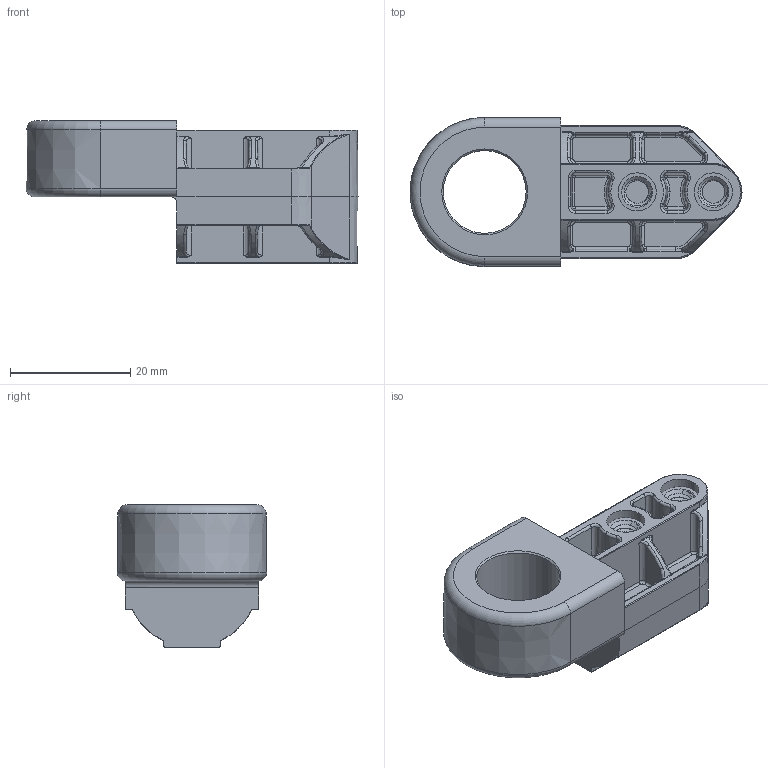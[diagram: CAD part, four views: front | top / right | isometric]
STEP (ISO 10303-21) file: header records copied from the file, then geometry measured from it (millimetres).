
FILE_DESCRIPTION (( 'STEP AP203' ), '1' );
FILE_NAME ('REV-21-2395.STEP', '2022-04-18T14:50:04', ( '' ), ( '' ), 'SwSTEP 2.0', 'SolidWorks 2022', '' );
FILE_SCHEMA (( 'CONFIG_CONTROL_DESIGN' ));
Length unit declared in the file: inch
Products named in the file (1): REV-21-2395
Bounding box: 55.31 x 24.89 x 23.81 mm (x, y, z)
Volume: 10513.4 mm3; surface area: 10258.2 mm2
Topology: 5 solids, 5 shells, 1684 faces, 4514 edges, 2852 vertices
Faces by surface type: cone 530, cylinder 455, bspline 368, torus 213, plane 118
Entity records: 88563 total; most frequent: CARTESIAN_POINT 51011, ORIENTED_EDGE 8988, DIRECTION 7100, EDGE_CURVE 4494, AXIS2_PLACEMENT_3D 3249, VERTEX_POINT 2852, CIRCLE 1932, EDGE_LOOP 1726
